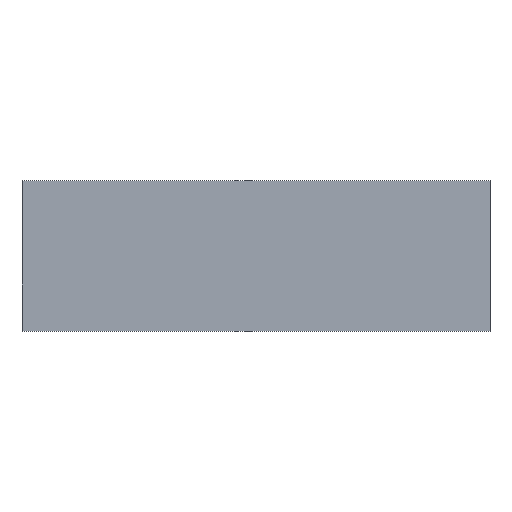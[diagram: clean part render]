
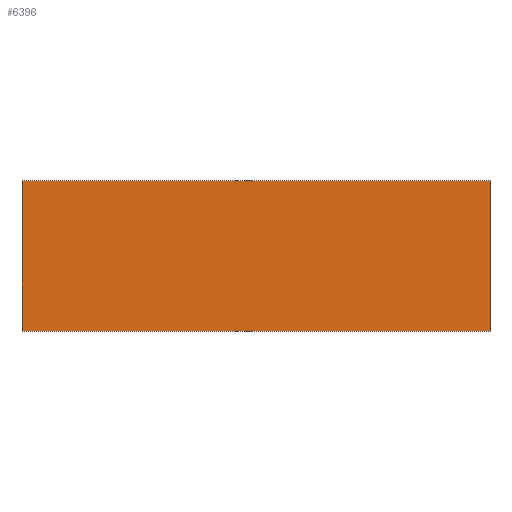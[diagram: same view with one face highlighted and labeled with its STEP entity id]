
A CAD part, top view. The second image highlights one B-rep face of the part: STEP entity #6396.
In plain terms, the highlighted planar face has unit normal (0, 0, 1).
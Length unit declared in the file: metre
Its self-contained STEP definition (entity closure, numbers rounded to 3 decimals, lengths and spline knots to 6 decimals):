
#87=ORIENTED_EDGE('',*,*,#1925,.F.);
#88=ORIENTED_EDGE('',*,*,#1929,.T.);
#89=ORIENTED_EDGE('',*,*,#1932,.T.);
#90=ORIENTED_EDGE('',*,*,#1934,.F.);
#1925=EDGE_CURVE('',#2851,#2852,#3467,.T.);
#1929=EDGE_CURVE('',#2851,#2854,#3471,.T.);
#1932=EDGE_CURVE('',#2854,#2856,#3474,.T.);
#1934=EDGE_CURVE('',#2852,#2856,#3476,.T.);
#2851=VERTEX_POINT('',#9060);
#2852=VERTEX_POINT('',#9062);
#2854=VERTEX_POINT('',#9068);
#2856=VERTEX_POINT('',#9074);
#3467=LINE('',#9061,#4385);
#3471=LINE('',#9069,#4389);
#3474=LINE('',#9075,#4392);
#3476=LINE('',#9078,#4394);
#4385=VECTOR('',#7368,1.);
#4389=VECTOR('',#7374,1.);
#4392=VECTOR('',#7379,1.);
#4394=VECTOR('',#7383,1.);
#5305=EDGE_LOOP('',(#87,#88,#89,#90));
#5673=FACE_BOUND('',#5305,.T.);
#6041=PLANE('',#6980);
#6396=ADVANCED_FACE('',(#5673),#6041,.T.);
#6980=AXIS2_PLACEMENT_3D('',#9079,#7384,#7385);
#7368=DIRECTION('',(0.,-1.,0.));
#7374=DIRECTION('',(-1.,0.,0.));
#7379=DIRECTION('',(0.,-1.,0.));
#7383=DIRECTION('',(-1.,0.,0.));
#7384=DIRECTION('',(0.,0.,1.));
#7385=DIRECTION('',(1.,0.,0.));
#9060=CARTESIAN_POINT('',(0.008075,0.0026,0.0072));
#9061=CARTESIAN_POINT('',(0.008075,0.,0.0072));
#9062=CARTESIAN_POINT('',(0.008075,-0.0026,0.0072));
#9068=CARTESIAN_POINT('',(-0.008075,0.0026,0.0072));
#9069=CARTESIAN_POINT('',(0.,0.0026,0.0072));
#9074=CARTESIAN_POINT('',(-0.008075,-0.0026,0.0072));
#9075=CARTESIAN_POINT('',(-0.008075,0.,0.0072));
#9078=CARTESIAN_POINT('',(0.,-0.0026,0.0072));
#9079=CARTESIAN_POINT('',(0.,0.,0.0072));
